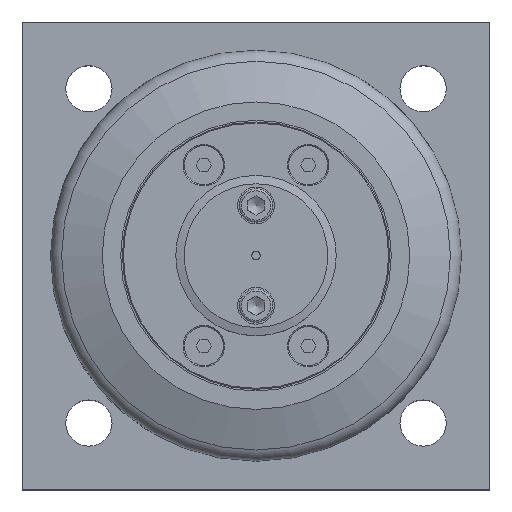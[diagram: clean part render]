
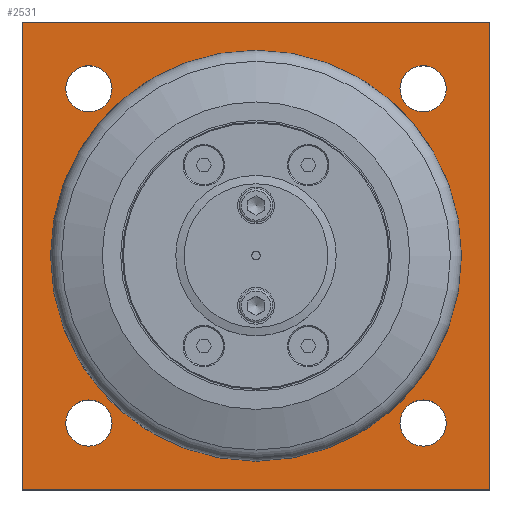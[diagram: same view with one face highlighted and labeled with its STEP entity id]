
A CAD part, top view. The second image highlights one B-rep face of the part: STEP entity #2531.
In plain terms, the highlighted planar face has unit normal (0, 0, 1).
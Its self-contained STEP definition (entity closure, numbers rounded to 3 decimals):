
#112=FACE_BOUND('',#704,.T.);
#113=FACE_BOUND('',#705,.T.);
#114=FACE_BOUND('',#706,.T.);
#115=FACE_BOUND('',#707,.T.);
#116=FACE_BOUND('',#708,.T.);
#167=LINE('',#3829,#329);
#170=LINE('',#3834,#332);
#172=LINE('',#3838,#334);
#174=LINE('',#3841,#336);
#329=VECTOR('',#3043,10.);
#332=VECTOR('',#3048,10.);
#334=VECTOR('',#3052,10.);
#336=VECTOR('',#3056,10.);
#484=PLANE('',#2710);
#564=FACE_OUTER_BOUND('',#703,.T.);
#703=EDGE_LOOP('',(#1752,#1753,#1754,#1755));
#704=EDGE_LOOP('',(#1756,#1757));
#705=EDGE_LOOP('',(#1758,#1759));
#706=EDGE_LOOP('',(#1760,#1761));
#707=EDGE_LOOP('',(#1762,#1763));
#708=EDGE_LOOP('',(#1764));
#868=CIRCLE('',#2698,6.918);
#869=CIRCLE('',#2699,6.918);
#870=CIRCLE('',#2701,6.918);
#871=CIRCLE('',#2702,6.918);
#872=CIRCLE('',#2704,6.918);
#873=CIRCLE('',#2705,6.918);
#874=CIRCLE('',#2707,6.918);
#875=CIRCLE('',#2708,6.918);
#876=CIRCLE('',#2711,39.5);
#1051=VERTEX_POINT('',#3827);
#1052=VERTEX_POINT('',#3828);
#1053=VERTEX_POINT('',#3833);
#1054=VERTEX_POINT('',#3837);
#1055=VERTEX_POINT('',#3843);
#1056=VERTEX_POINT('',#3844);
#1057=VERTEX_POINT('',#3849);
#1058=VERTEX_POINT('',#3850);
#1059=VERTEX_POINT('',#3855);
#1060=VERTEX_POINT('',#3856);
#1061=VERTEX_POINT('',#3861);
#1062=VERTEX_POINT('',#3862);
#1063=VERTEX_POINT('',#3869);
#1319=EDGE_CURVE('',#1051,#1052,#167,.T.);
#1322=EDGE_CURVE('',#1053,#1051,#170,.T.);
#1324=EDGE_CURVE('',#1054,#1053,#172,.T.);
#1326=EDGE_CURVE('',#1052,#1054,#174,.T.);
#1327=EDGE_CURVE('',#1055,#1056,#868,.T.);
#1328=EDGE_CURVE('',#1056,#1055,#869,.T.);
#1330=EDGE_CURVE('',#1057,#1058,#870,.T.);
#1331=EDGE_CURVE('',#1058,#1057,#871,.T.);
#1333=EDGE_CURVE('',#1059,#1060,#872,.T.);
#1334=EDGE_CURVE('',#1060,#1059,#873,.T.);
#1336=EDGE_CURVE('',#1061,#1062,#874,.T.);
#1337=EDGE_CURVE('',#1062,#1061,#875,.T.);
#1340=EDGE_CURVE('',#1063,#1063,#876,.T.);
#1752=ORIENTED_EDGE('',*,*,#1326,.F.);
#1753=ORIENTED_EDGE('',*,*,#1319,.F.);
#1754=ORIENTED_EDGE('',*,*,#1322,.F.);
#1755=ORIENTED_EDGE('',*,*,#1324,.F.);
#1756=ORIENTED_EDGE('',*,*,#1327,.T.);
#1757=ORIENTED_EDGE('',*,*,#1328,.T.);
#1758=ORIENTED_EDGE('',*,*,#1330,.T.);
#1759=ORIENTED_EDGE('',*,*,#1331,.T.);
#1760=ORIENTED_EDGE('',*,*,#1333,.T.);
#1761=ORIENTED_EDGE('',*,*,#1334,.T.);
#1762=ORIENTED_EDGE('',*,*,#1336,.T.);
#1763=ORIENTED_EDGE('',*,*,#1337,.T.);
#1764=ORIENTED_EDGE('',*,*,#1340,.T.);
#2531=ADVANCED_FACE('',(#564,#112,#113,#114,#115,#116),#484,.T.);
#2698=AXIS2_PLACEMENT_3D('',#3845,#3059,#3060);
#2699=AXIS2_PLACEMENT_3D('',#3846,#3061,#3062);
#2701=AXIS2_PLACEMENT_3D('',#3851,#3066,#3067);
#2702=AXIS2_PLACEMENT_3D('',#3852,#3068,#3069);
#2704=AXIS2_PLACEMENT_3D('',#3857,#3073,#3074);
#2705=AXIS2_PLACEMENT_3D('',#3858,#3075,#3076);
#2707=AXIS2_PLACEMENT_3D('',#3863,#3080,#3081);
#2708=AXIS2_PLACEMENT_3D('',#3864,#3082,#3083);
#2710=AXIS2_PLACEMENT_3D('',#3868,#3088,#3089);
#2711=AXIS2_PLACEMENT_3D('',#3870,#3090,#3091);
#3043=DIRECTION('',(-1.,0.,0.));
#3048=DIRECTION('',(0.,-1.,0.));
#3052=DIRECTION('',(1.,0.,0.));
#3056=DIRECTION('',(0.,1.,0.));
#3059=DIRECTION('center_axis',(0.,0.,-1.));
#3060=DIRECTION('ref_axis',(1.,0.,0.));
#3061=DIRECTION('center_axis',(0.,0.,-1.));
#3062=DIRECTION('ref_axis',(1.,0.,0.));
#3066=DIRECTION('center_axis',(0.,0.,-1.));
#3067=DIRECTION('ref_axis',(1.,0.,0.));
#3068=DIRECTION('center_axis',(0.,0.,-1.));
#3069=DIRECTION('ref_axis',(1.,0.,0.));
#3073=DIRECTION('center_axis',(0.,0.,-1.));
#3074=DIRECTION('ref_axis',(1.,0.,0.));
#3075=DIRECTION('center_axis',(0.,0.,-1.));
#3076=DIRECTION('ref_axis',(1.,0.,0.));
#3080=DIRECTION('center_axis',(0.,0.,-1.));
#3081=DIRECTION('ref_axis',(1.,0.,0.));
#3082=DIRECTION('center_axis',(0.,0.,-1.));
#3083=DIRECTION('ref_axis',(1.,0.,0.));
#3088=DIRECTION('center_axis',(0.,0.,1.));
#3089=DIRECTION('ref_axis',(1.,0.,0.));
#3090=DIRECTION('center_axis',(0.,0.,-1.));
#3091=DIRECTION('ref_axis',(0.,1.,0.));
#3827=CARTESIAN_POINT('',(140.,0.,20.));
#3828=CARTESIAN_POINT('',(0.,0.,20.));
#3829=CARTESIAN_POINT('',(0.,0.,20.));
#3833=CARTESIAN_POINT('',(140.,140.,20.));
#3834=CARTESIAN_POINT('',(140.,0.,20.));
#3837=CARTESIAN_POINT('',(0.,140.,20.));
#3838=CARTESIAN_POINT('',(140.,140.,20.));
#3841=CARTESIAN_POINT('',(0.,140.,20.));
#3843=CARTESIAN_POINT('',(26.917,120.,20.));
#3844=CARTESIAN_POINT('',(13.082,120.,20.));
#3845=CARTESIAN_POINT('Origin',(20.,120.,20.));
#3846=CARTESIAN_POINT('Origin',(20.,120.,20.));
#3849=CARTESIAN_POINT('',(126.918,120.,20.));
#3850=CARTESIAN_POINT('',(113.083,120.,20.));
#3851=CARTESIAN_POINT('Origin',(120.,120.,20.));
#3852=CARTESIAN_POINT('Origin',(120.,120.,20.));
#3855=CARTESIAN_POINT('',(126.918,20.,20.));
#3856=CARTESIAN_POINT('',(113.083,20.,20.));
#3857=CARTESIAN_POINT('Origin',(120.,20.,20.));
#3858=CARTESIAN_POINT('Origin',(120.,20.,20.));
#3861=CARTESIAN_POINT('',(26.917,20.,20.));
#3862=CARTESIAN_POINT('',(13.082,20.,20.));
#3863=CARTESIAN_POINT('Origin',(20.,20.,20.));
#3864=CARTESIAN_POINT('Origin',(20.,20.,20.));
#3868=CARTESIAN_POINT('Origin',(70.,70.,20.));
#3869=CARTESIAN_POINT('',(70.,30.5,20.));
#3870=CARTESIAN_POINT('Origin',(70.,70.,20.));
